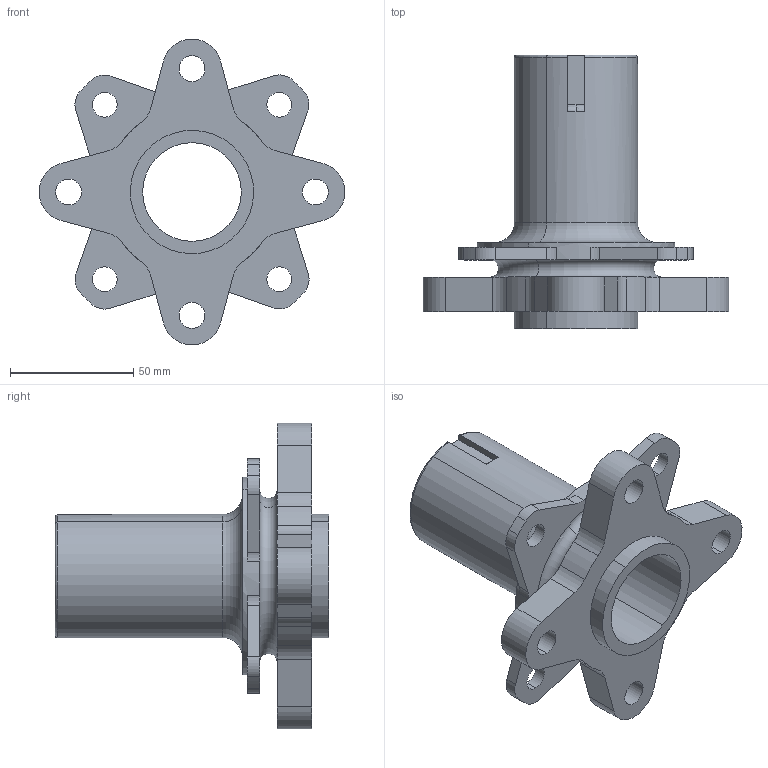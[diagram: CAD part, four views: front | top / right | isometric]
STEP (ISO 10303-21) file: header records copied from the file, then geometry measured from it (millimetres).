
FILE_DESCRIPTION(('CATIA V5 STEP Exchange'),'2;1');
FILE_NAME('WT_02001 (Front Hub).stp','2022-11-15T18:19:55+00:00',('none'),('none'),'CATIA Version 5 Release 19 SP 2 (IN-10)','CATIA V5 STEP AP203','none');
FILE_SCHEMA(('CONFIG_CONTROL_DESIGN'));
Length unit declared in the file: millimetre
Products named in the file (1): WT_02001
Bounding box: 123.91 x 111 x 123.91 mm (x, y, z)
Volume: 182763 mm3; surface area: 55706.6 mm2
Topology: 1 solids, 1 shells, 101 faces, 294 edges, 202 vertices
Faces by surface type: cylinder 60, plane 32, torus 7, bspline 2
Entity records: 3388 total; most frequent: CARTESIAN_POINT 761, ORIENTED_EDGE 588, DIRECTION 427, EDGE_CURVE 294, AXIS2_PLACEMENT_3D 236, VERTEX_POINT 198, CIRCLE 162, EDGE_LOOP 122
